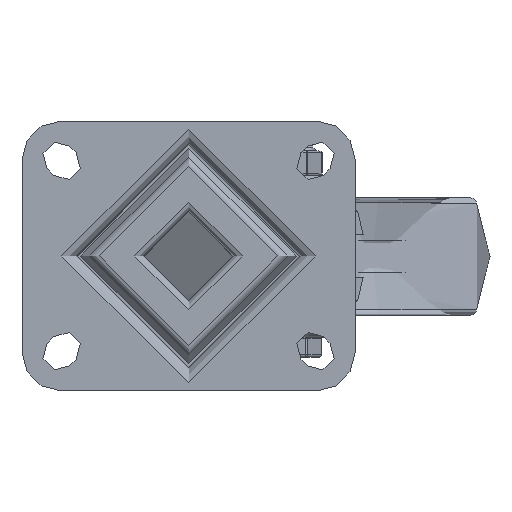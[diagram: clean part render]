
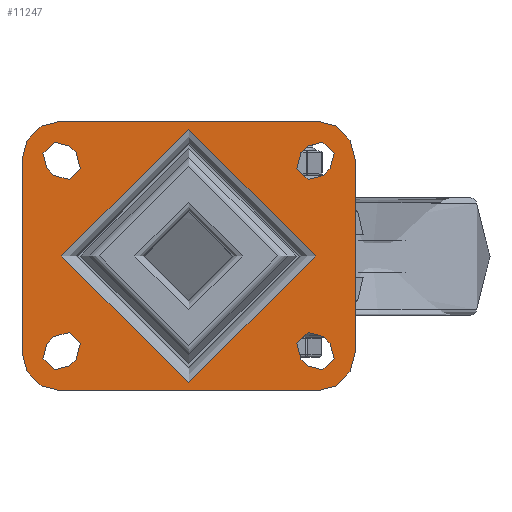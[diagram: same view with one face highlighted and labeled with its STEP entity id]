
A CAD part, top view. The second image highlights one B-rep face of the part: STEP entity #11247.
In plain terms, the highlighted planar face has unit normal (0, 0, 1).
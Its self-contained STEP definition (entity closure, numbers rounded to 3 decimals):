
#962=FACE_BOUND('',#2141,.T.);
#963=FACE_BOUND('',#2142,.T.);
#964=FACE_BOUND('',#2143,.T.);
#965=FACE_BOUND('',#2144,.T.);
#966=FACE_BOUND('',#2145,.T.);
#1105=PLANE('',#12163);
#1433=FACE_OUTER_BOUND('',#2140,.T.);
#2140=EDGE_LOOP('',(#7791,#7792,#7793,#7794,#7795,#7796,#7797,#7798));
#2141=EDGE_LOOP('',(#7799));
#2142=EDGE_LOOP('',(#7800,#7801,#7802,#7803));
#2143=EDGE_LOOP('',(#7804,#7805,#7806,#7807));
#2144=EDGE_LOOP('',(#7808,#7809,#7810,#7811));
#2145=EDGE_LOOP('',(#7812,#7813,#7814,#7815));
#2994=LINE('',#16007,#3736);
#2995=LINE('',#16008,#3737);
#2996=LINE('',#16009,#3738);
#2997=LINE('',#16010,#3739);
#2998=LINE('',#16011,#3740);
#2999=LINE('',#16012,#3741);
#3000=LINE('',#16013,#3742);
#3001=LINE('',#16014,#3743);
#3002=LINE('',#16015,#3744);
#3003=LINE('',#16016,#3745);
#3004=LINE('',#16017,#3746);
#3005=LINE('',#16018,#3747);
#3736=VECTOR('',#13279,1000.);
#3737=VECTOR('',#13280,1000.);
#3738=VECTOR('',#13281,1000.);
#3739=VECTOR('',#13282,1000.);
#3740=VECTOR('',#13283,1000.);
#3741=VECTOR('',#13284,1000.);
#3742=VECTOR('',#13285,1000.);
#3743=VECTOR('',#13286,1000.);
#3744=VECTOR('',#13287,1000.);
#3745=VECTOR('',#13288,1000.);
#3746=VECTOR('',#13289,1000.);
#3747=VECTOR('',#13290,1000.);
#4436=CIRCLE('',#12093,5.);
#4439=CIRCLE('',#12097,5.);
#4440=CIRCLE('',#12099,5.);
#4443=CIRCLE('',#12103,5.);
#4444=CIRCLE('',#12105,5.);
#4447=CIRCLE('',#12109,5.);
#4448=CIRCLE('',#12111,5.);
#4451=CIRCLE('',#12115,5.);
#4453=CIRCLE('',#12118,12.);
#4455=CIRCLE('',#12121,12.);
#4457=CIRCLE('',#12124,12.);
#4459=CIRCLE('',#12127,12.);
#4468=CIRCLE('',#12141,40.);
#4864=VERTEX_POINT('',#15829);
#4865=VERTEX_POINT('',#15830);
#4870=VERTEX_POINT('',#15841);
#4871=VERTEX_POINT('',#15843);
#4872=VERTEX_POINT('',#15847);
#4873=VERTEX_POINT('',#15848);
#4878=VERTEX_POINT('',#15859);
#4879=VERTEX_POINT('',#15861);
#4880=VERTEX_POINT('',#15865);
#4881=VERTEX_POINT('',#15866);
#4886=VERTEX_POINT('',#15877);
#4887=VERTEX_POINT('',#15879);
#4888=VERTEX_POINT('',#15883);
#4889=VERTEX_POINT('',#15884);
#4894=VERTEX_POINT('',#15895);
#4895=VERTEX_POINT('',#15897);
#4898=VERTEX_POINT('',#15904);
#4899=VERTEX_POINT('',#15906);
#4902=VERTEX_POINT('',#15913);
#4903=VERTEX_POINT('',#15915);
#4906=VERTEX_POINT('',#15922);
#4907=VERTEX_POINT('',#15924);
#4910=VERTEX_POINT('',#15931);
#4911=VERTEX_POINT('',#15933);
#4918=VERTEX_POINT('',#15957);
#5980=EDGE_CURVE('',#4864,#4865,#4436,.T.);
#5986=EDGE_CURVE('',#4870,#4871,#4439,.T.);
#5988=EDGE_CURVE('',#4872,#4873,#4440,.T.);
#5994=EDGE_CURVE('',#4878,#4879,#4443,.T.);
#5996=EDGE_CURVE('',#4880,#4881,#4444,.T.);
#6002=EDGE_CURVE('',#4886,#4887,#4447,.T.);
#6004=EDGE_CURVE('',#4888,#4889,#4448,.T.);
#6010=EDGE_CURVE('',#4894,#4895,#4451,.T.);
#6014=EDGE_CURVE('',#4898,#4899,#4453,.T.);
#6018=EDGE_CURVE('',#4902,#4903,#4455,.T.);
#6022=EDGE_CURVE('',#4906,#4907,#4457,.T.);
#6026=EDGE_CURVE('',#4910,#4911,#4459,.T.);
#6038=EDGE_CURVE('',#4918,#4918,#4468,.T.);
#6067=EDGE_CURVE('',#4907,#4910,#2994,.T.);
#6068=EDGE_CURVE('',#4903,#4906,#2995,.T.);
#6069=EDGE_CURVE('',#4899,#4902,#2996,.T.);
#6070=EDGE_CURVE('',#4911,#4898,#2997,.T.);
#6071=EDGE_CURVE('',#4889,#4894,#2998,.T.);
#6072=EDGE_CURVE('',#4895,#4888,#2999,.T.);
#6073=EDGE_CURVE('',#4881,#4886,#3000,.T.);
#6074=EDGE_CURVE('',#4887,#4880,#3001,.T.);
#6075=EDGE_CURVE('',#4873,#4878,#3002,.T.);
#6076=EDGE_CURVE('',#4879,#4872,#3003,.T.);
#6077=EDGE_CURVE('',#4865,#4870,#3004,.T.);
#6078=EDGE_CURVE('',#4871,#4864,#3005,.T.);
#7791=ORIENTED_EDGE('',*,*,#6026,.F.);
#7792=ORIENTED_EDGE('',*,*,#6067,.F.);
#7793=ORIENTED_EDGE('',*,*,#6022,.F.);
#7794=ORIENTED_EDGE('',*,*,#6068,.F.);
#7795=ORIENTED_EDGE('',*,*,#6018,.F.);
#7796=ORIENTED_EDGE('',*,*,#6069,.F.);
#7797=ORIENTED_EDGE('',*,*,#6014,.F.);
#7798=ORIENTED_EDGE('',*,*,#6070,.F.);
#7799=ORIENTED_EDGE('',*,*,#6038,.F.);
#7800=ORIENTED_EDGE('',*,*,#6010,.F.);
#7801=ORIENTED_EDGE('',*,*,#6071,.F.);
#7802=ORIENTED_EDGE('',*,*,#6004,.F.);
#7803=ORIENTED_EDGE('',*,*,#6072,.F.);
#7804=ORIENTED_EDGE('',*,*,#6002,.F.);
#7805=ORIENTED_EDGE('',*,*,#6073,.F.);
#7806=ORIENTED_EDGE('',*,*,#5996,.F.);
#7807=ORIENTED_EDGE('',*,*,#6074,.F.);
#7808=ORIENTED_EDGE('',*,*,#5994,.F.);
#7809=ORIENTED_EDGE('',*,*,#6075,.F.);
#7810=ORIENTED_EDGE('',*,*,#5988,.F.);
#7811=ORIENTED_EDGE('',*,*,#6076,.F.);
#7812=ORIENTED_EDGE('',*,*,#5986,.F.);
#7813=ORIENTED_EDGE('',*,*,#6077,.F.);
#7814=ORIENTED_EDGE('',*,*,#5980,.F.);
#7815=ORIENTED_EDGE('',*,*,#6078,.F.);
#11247=ADVANCED_FACE('',(#1433,#962,#963,#964,#965,#966),#1105,.T.);
#12093=AXIS2_PLACEMENT_3D('',#15831,#13095,#13096);
#12097=AXIS2_PLACEMENT_3D('',#15844,#13106,#13107);
#12099=AXIS2_PLACEMENT_3D('',#15849,#13111,#13112);
#12103=AXIS2_PLACEMENT_3D('',#15862,#13122,#13123);
#12105=AXIS2_PLACEMENT_3D('',#15867,#13127,#13128);
#12109=AXIS2_PLACEMENT_3D('',#15880,#13138,#13139);
#12111=AXIS2_PLACEMENT_3D('',#15885,#13143,#13144);
#12115=AXIS2_PLACEMENT_3D('',#15898,#13154,#13155);
#12118=AXIS2_PLACEMENT_3D('',#15907,#13162,#13163);
#12121=AXIS2_PLACEMENT_3D('',#15916,#13170,#13171);
#12124=AXIS2_PLACEMENT_3D('',#15925,#13178,#13179);
#12127=AXIS2_PLACEMENT_3D('',#15934,#13186,#13187);
#12141=AXIS2_PLACEMENT_3D('',#15958,#13217,#13218);
#12163=AXIS2_PLACEMENT_3D('',#16006,#13277,#13278);
#13095=DIRECTION('center_axis',(0.,0.,1.));
#13096=DIRECTION('ref_axis',(-1.,0.,0.));
#13106=DIRECTION('center_axis',(0.,0.,1.));
#13107=DIRECTION('ref_axis',(-1.,0.,0.));
#13111=DIRECTION('center_axis',(0.,0.,1.));
#13112=DIRECTION('ref_axis',(-1.,0.,0.));
#13122=DIRECTION('center_axis',(0.,0.,1.));
#13123=DIRECTION('ref_axis',(-1.,0.,0.));
#13127=DIRECTION('center_axis',(0.,0.,1.));
#13128=DIRECTION('ref_axis',(1.,0.,0.));
#13138=DIRECTION('center_axis',(0.,0.,1.));
#13139=DIRECTION('ref_axis',(1.,0.,0.));
#13143=DIRECTION('center_axis',(0.,0.,1.));
#13144=DIRECTION('ref_axis',(1.,0.,0.));
#13154=DIRECTION('center_axis',(0.,0.,1.));
#13155=DIRECTION('ref_axis',(1.,0.,0.));
#13162=DIRECTION('center_axis',(0.,0.,-1.));
#13163=DIRECTION('ref_axis',(-0.707,0.707,0.));
#13170=DIRECTION('center_axis',(0.,0.,-1.));
#13171=DIRECTION('ref_axis',(0.707,0.707,0.));
#13178=DIRECTION('center_axis',(0.,0.,-1.));
#13179=DIRECTION('ref_axis',(0.707,-0.707,0.));
#13186=DIRECTION('center_axis',(0.,0.,-1.));
#13187=DIRECTION('ref_axis',(-0.707,-0.707,0.));
#13217=DIRECTION('center_axis',(0.,0.,1.));
#13218=DIRECTION('ref_axis',(1.,0.,0.));
#13277=DIRECTION('center_axis',(0.,0.,1.));
#13278=DIRECTION('ref_axis',(1.,0.,0.));
#13279=DIRECTION('',(-1.,0.,0.));
#13280=DIRECTION('',(0.,-1.,0.));
#13281=DIRECTION('',(1.,0.,0.));
#13282=DIRECTION('',(0.,1.,0.));
#13283=DIRECTION('',(0.707,-0.707,0.));
#13284=DIRECTION('',(-0.707,0.707,0.));
#13285=DIRECTION('',(0.707,0.707,0.));
#13286=DIRECTION('',(-0.707,-0.707,0.));
#13287=DIRECTION('',(-0.707,-0.707,0.));
#13288=DIRECTION('',(0.707,0.707,0.));
#13289=DIRECTION('',(-0.707,0.707,0.));
#13290=DIRECTION('',(0.707,-0.707,0.));
#15829=CARTESIAN_POINT('',(37.525,-34.596,2.5));
#15830=CARTESIAN_POINT('',(44.596,-27.525,2.5));
#15831=CARTESIAN_POINT('Origin',(41.061,-31.061,2.5));
#15841=CARTESIAN_POINT('',(42.475,-25.404,2.5));
#15843=CARTESIAN_POINT('',(35.404,-32.475,2.5));
#15844=CARTESIAN_POINT('Origin',(38.939,-28.939,2.5));
#15847=CARTESIAN_POINT('',(44.596,27.525,2.5));
#15848=CARTESIAN_POINT('',(37.525,34.596,2.5));
#15849=CARTESIAN_POINT('Origin',(41.061,31.061,2.5));
#15859=CARTESIAN_POINT('',(35.404,32.475,2.5));
#15861=CARTESIAN_POINT('',(42.475,25.404,2.5));
#15862=CARTESIAN_POINT('Origin',(38.939,28.939,2.5));
#15865=CARTESIAN_POINT('',(-44.596,-27.525,2.5));
#15866=CARTESIAN_POINT('',(-37.525,-34.596,2.5));
#15867=CARTESIAN_POINT('Origin',(-41.061,-31.061,2.5));
#15877=CARTESIAN_POINT('',(-35.404,-32.475,2.5));
#15879=CARTESIAN_POINT('',(-42.475,-25.404,2.5));
#15880=CARTESIAN_POINT('Origin',(-38.939,-28.939,2.5));
#15883=CARTESIAN_POINT('',(-37.525,34.596,2.5));
#15884=CARTESIAN_POINT('',(-44.596,27.525,2.5));
#15885=CARTESIAN_POINT('Origin',(-41.061,31.061,2.5));
#15895=CARTESIAN_POINT('',(-42.475,25.404,2.5));
#15897=CARTESIAN_POINT('',(-35.404,32.475,2.5));
#15898=CARTESIAN_POINT('Origin',(-38.939,28.939,2.5));
#15904=CARTESIAN_POINT('',(-52.5,30.5,2.5));
#15906=CARTESIAN_POINT('',(-40.5,42.5,2.5));
#15907=CARTESIAN_POINT('Origin',(-40.5,30.5,2.5));
#15913=CARTESIAN_POINT('',(40.5,42.5,2.5));
#15915=CARTESIAN_POINT('',(52.5,30.5,2.5));
#15916=CARTESIAN_POINT('Origin',(40.5,30.5,2.5));
#15922=CARTESIAN_POINT('',(52.5,-30.5,2.5));
#15924=CARTESIAN_POINT('',(40.5,-42.5,2.5));
#15925=CARTESIAN_POINT('Origin',(40.5,-30.5,2.5));
#15931=CARTESIAN_POINT('',(-40.5,-42.5,2.5));
#15933=CARTESIAN_POINT('',(-52.5,-30.5,2.5));
#15934=CARTESIAN_POINT('Origin',(-40.5,-30.5,2.5));
#15957=CARTESIAN_POINT('',(40.,0.,2.5));
#15958=CARTESIAN_POINT('Origin',(0.,0.,2.5));
#16006=CARTESIAN_POINT('Origin',(0.,0.,2.5));
#16007=CARTESIAN_POINT('',(52.5,-42.5,2.5));
#16008=CARTESIAN_POINT('',(52.5,42.5,2.5));
#16009=CARTESIAN_POINT('',(-52.5,42.5,2.5));
#16010=CARTESIAN_POINT('',(-52.5,-42.5,2.5));
#16011=CARTESIAN_POINT('',(-44.596,27.525,2.5));
#16012=CARTESIAN_POINT('',(-37.525,34.596,2.5));
#16013=CARTESIAN_POINT('',(-37.525,-34.596,2.5));
#16014=CARTESIAN_POINT('',(-44.596,-27.525,2.5));
#16015=CARTESIAN_POINT('',(37.525,34.596,2.5));
#16016=CARTESIAN_POINT('',(44.596,27.525,2.5));
#16017=CARTESIAN_POINT('',(44.596,-27.525,2.5));
#16018=CARTESIAN_POINT('',(37.525,-34.596,2.5));
